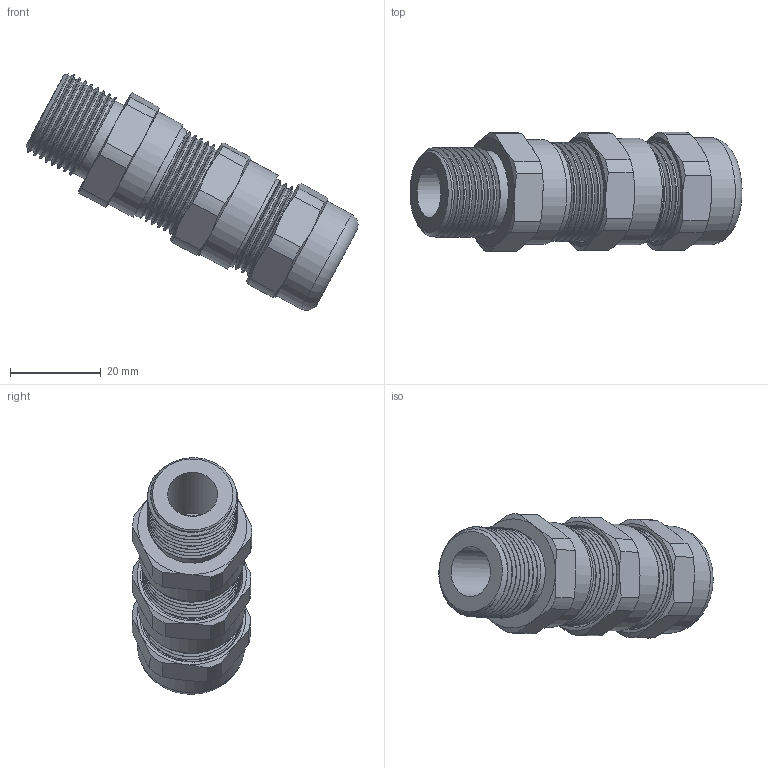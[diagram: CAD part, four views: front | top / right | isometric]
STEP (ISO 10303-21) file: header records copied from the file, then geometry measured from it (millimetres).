
FILE_DESCRIPTION(/* description */ ('RAD Ex M 20x1,5'),/* implementation_level */ '2;1');
FILE_NAME(/* name */ 'RAD16KNP-RST.stp',/* time_stamp */ '2021-09-16T11:37:01+02:00',/* author */ ('sl'),/* organization */ (''),/* preprocessor_version */ 'ST-DEVELOPER v16.5',/* originating_system */ 'Autodesk Inventor 2017',/* authorisation */ '');
FILE_SCHEMA (('AUTOMOTIVE_DESIGN { 1 0 10303 214 3 1 1 }'));
Length unit declared in the file: millimetre
Products named in the file (9): RAD16KNP; RAD16KNP_1; RAD16KNP_2; RAD16KNP_3; RAD16KNP_4; RAD16KNP_5; RAD16KNP_6; RAD16KNP_7; RAD16KNP_8
Assembly tree (8 placements, depth 2):
  RAD16KNP
    RAD16KNP_1
    RAD16KNP_2
    RAD16KNP_3
    RAD16KNP_4
    RAD16KNP_5
    RAD16KNP_6
    RAD16KNP_7
    RAD16KNP_8
Bounding box: 73.01 x 26.34 x 52 mm (x, y, z)
Volume: 18471.3 mm3; surface area: 18654.3 mm2
Topology: 8 solids, 8 shells, 186 faces, 419 edges, 261 vertices
Faces by surface type: cylinder 64, cone 52, plane 50, bspline 10, torus 10
Full cylindrical faces by diameter (mm): 9.95 x1, 10.38 x1, 11 x1, 14.42 x1, 15.76 x1, 16 x1, 16.12 x1, 17.42 x1, 17.53 x1, 17.6 x1, 18 x1, 18.318 x8, 19.66 x2, 19.88 x1, 20 x1, 20.55 x6, 21.83 x3, 21.9 x1, 23.12 x1, 23.48 x1, 23.63 x1
Entity records: 11165 total; most frequent: CARTESIAN_POINT 7647, DIRECTION 710, ORIENTED_EDGE 618, AXIS2_PLACEMENT_3D 337, EDGE_CURVE 309, EDGE_LOOP 245, VERTEX_POINT 216, FACE_OUTER_BOUND 169
